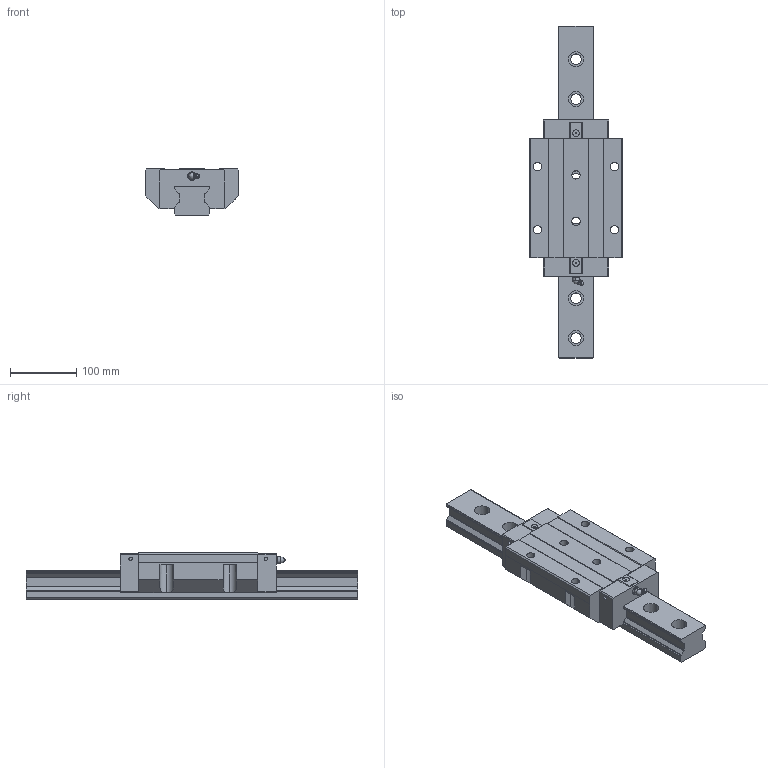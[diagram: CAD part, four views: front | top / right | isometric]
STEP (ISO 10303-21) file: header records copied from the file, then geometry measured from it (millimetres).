
FILE_DESCRIPTION((''),'1');
FILE_NAME(' ',' ',(''),(''),'ACIS Interop R16','Kubotek KeyCreator V6.5.2 (0407)',' ');
FILE_SCHEMA(('CONFIG_CONTROL_DESIGN'));
Length unit declared in the file: millimetre
Products named in the file (4): 1; 2; 3; 4
Bounding box: 140 x 500 x 70 mm (x, y, z)
Volume: 2229367.8 mm3; surface area: 249218.3 mm2
Topology: 3 solids, 3 shells, 260 faces, 727 edges, 492 vertices
Faces by surface type: plane 153, cylinder 90, torus 10, sphere 3, cone 2, bspline 2
Entity records: 8823 total; most frequent: CARTESIAN_POINT 1672, DIRECTION 1484, ORIENTED_EDGE 1448, EDGE_CURVE 724, AXIS2_PLACEMENT_3D 521, VERTEX_POINT 491, LINE 442, VECTOR 442
